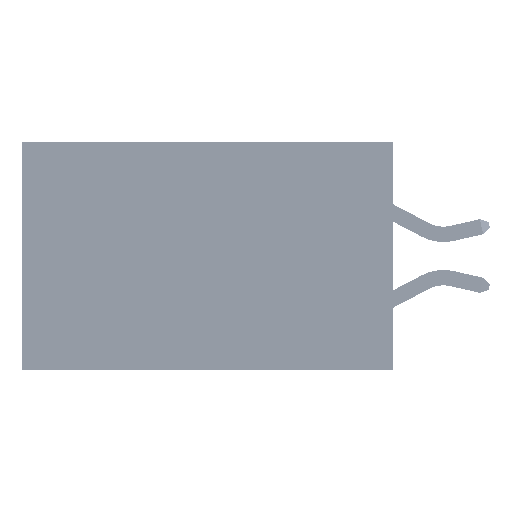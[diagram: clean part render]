
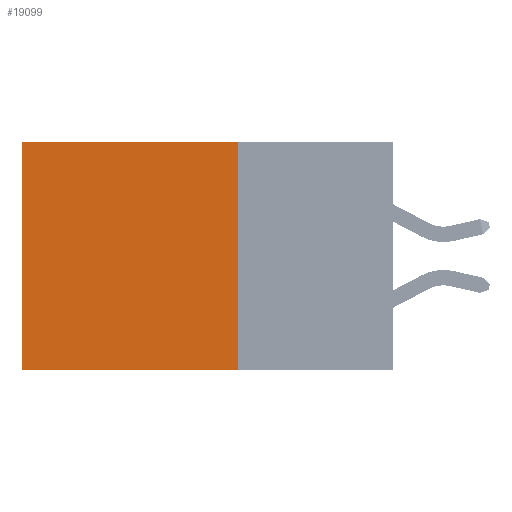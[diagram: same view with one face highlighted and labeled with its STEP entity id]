
A CAD part, left-side view. The second image highlights one B-rep face of the part: STEP entity #19099.
In plain terms, the highlighted planar face has unit normal (-1, 0, 0).
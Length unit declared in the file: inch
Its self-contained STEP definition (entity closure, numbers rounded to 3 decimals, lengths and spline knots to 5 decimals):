
#121 = EDGE_CURVE ( 'NONE', #19905, #24491, #37348, .T. ) ;
#1073 = EDGE_LOOP ( 'NONE', ( #14667, #17535, #32386, #14444 ) ) ;
#1939 = CARTESIAN_POINT ( 'NONE',  ( 0.2875, 0.25, 0. ) ) ;
#3955 = CARTESIAN_POINT ( 'NONE',  ( 0.2875, 0.25, -0.37 ) ) ;
#6019 = DIRECTION ( 'NONE',  ( 0., 0., -1. ) ) ;
#9030 = FACE_OUTER_BOUND ( 'NONE', #1073, .T. ) ;
#9118 = VERTEX_POINT ( 'NONE', #3955 ) ;
#14444 = ORIENTED_EDGE ( 'NONE', *, *, #121, .T. ) ;
#14667 = ORIENTED_EDGE ( 'NONE', *, *, #19316, .T. ) ;
#16400 = DIRECTION ( 'NONE',  ( 0., 1., 0. ) ) ;
#17162 = PLANE ( 'NONE',  #33513 ) ;
#17316 = DIRECTION ( 'NONE',  ( 1., 0., 0. ) ) ;
#17535 = ORIENTED_EDGE ( 'NONE', *, *, #45620, .F. ) ;
#18438 = EDGE_CURVE ( 'NONE', #19905, #9118, #23804, .T. ) ;
#19099 = ADVANCED_FACE ( 'NONE', ( #9030 ), #17162, .F. ) ;
#19316 = EDGE_CURVE ( 'NONE', #24491, #29127, #42373, .T. ) ;
#19905 = VERTEX_POINT ( 'NONE', #31346 ) ;
#21149 = DIRECTION ( 'NONE',  ( 0., 0., -1. ) ) ;
#23552 = CARTESIAN_POINT ( 'NONE',  ( 0.2875, 0.25, -0.37 ) ) ;
#23804 = LINE ( 'NONE', #44038, #33968 ) ;
#24491 = VERTEX_POINT ( 'NONE', #25499 ) ;
#24962 = VECTOR ( 'NONE', #16400, 39.37008 ) ;
#25499 = CARTESIAN_POINT ( 'NONE',  ( 0.2875, 0.6, 0. ) ) ;
#27155 = VECTOR ( 'NONE', #28083, 39.37008 ) ;
#28083 = DIRECTION ( 'NONE',  ( 0., 1., 0. ) ) ;
#29127 = VERTEX_POINT ( 'NONE', #47746 ) ;
#30127 = DIRECTION ( 'NONE',  ( 0., 0., -1. ) ) ;
#31346 = CARTESIAN_POINT ( 'NONE',  ( 0.2875, 0.25, 0. ) ) ;
#32386 = ORIENTED_EDGE ( 'NONE', *, *, #18438, .F. ) ;
#32720 = LINE ( 'NONE', #23552, #24962 ) ;
#32793 = VECTOR ( 'NONE', #30127, 39.37008 ) ;
#33513 = AXIS2_PLACEMENT_3D ( 'NONE', #1939, #17316, #21149 ) ;
#33968 = VECTOR ( 'NONE', #6019, 39.37008 ) ;
#37348 = LINE ( 'NONE', #46619, #27155 ) ;
#37995 = CARTESIAN_POINT ( 'NONE',  ( 0.2875, 0.6, 0. ) ) ;
#42373 = LINE ( 'NONE', #37995, #32793 ) ;
#44038 = CARTESIAN_POINT ( 'NONE',  ( 0.2875, 0.25, 0. ) ) ;
#45620 = EDGE_CURVE ( 'NONE', #9118, #29127, #32720, .T. ) ;
#46619 = CARTESIAN_POINT ( 'NONE',  ( 0.2875, 0.25, 0. ) ) ;
#47746 = CARTESIAN_POINT ( 'NONE',  ( 0.2875, 0.6, -0.37 ) ) ;
